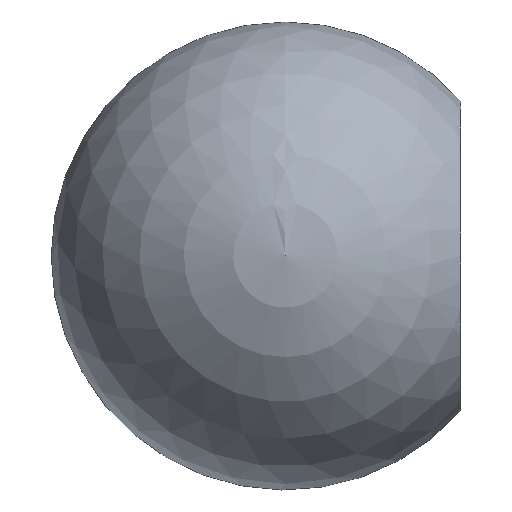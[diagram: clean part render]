
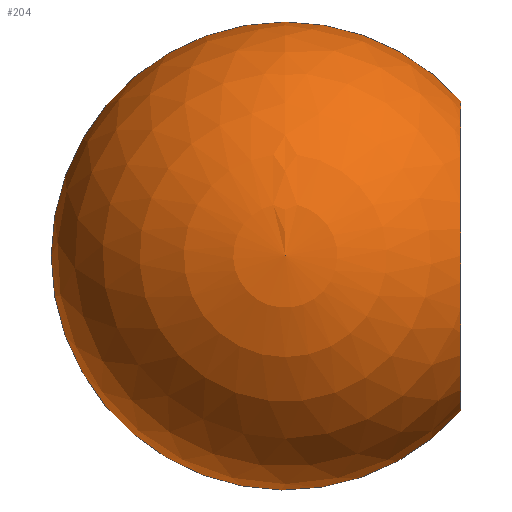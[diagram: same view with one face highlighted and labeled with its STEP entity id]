
A CAD part, top view. The second image highlights one B-rep face of the part: STEP entity #204.
In plain terms, the highlighted spherical face has radius 10 mm.
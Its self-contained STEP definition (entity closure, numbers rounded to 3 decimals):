
#6 = DIRECTION ( 'NONE',  ( 0., -1., 0. ) ) ;
#21 = DIRECTION ( 'NONE',  ( 0., 1., 0. ) ) ;
#28 = EDGE_CURVE ( 'NONE', #56, #91, #195, .T. ) ;
#42 = AXIS2_PLACEMENT_3D ( 'NONE', #77, #78, #6 ) ;
#56 = VERTEX_POINT ( 'NONE', #110 ) ;
#70 = ORIENTED_EDGE ( 'NONE', *, *, #28, .F. ) ;
#74 = AXIS2_PLACEMENT_3D ( 'NONE', #93, #132, #21 ) ;
#77 = CARTESIAN_POINT ( 'NONE',  ( -7.5, 0., 0. ) ) ;
#78 = DIRECTION ( 'NONE',  ( 0., 0., 1. ) ) ;
#89 = CIRCLE ( 'NONE', #42, 10. ) ;
#91 = VERTEX_POINT ( 'NONE', #148 ) ;
#93 = CARTESIAN_POINT ( 'NONE',  ( -7.5, 0., 0. ) ) ;
#95 = DIRECTION ( 'NONE',  ( 0., 1., 0. ) ) ;
#110 = CARTESIAN_POINT ( 'NONE',  ( -17.5, 0., 0. ) ) ;
#118 = FACE_OUTER_BOUND ( 'NONE', #238, .T. ) ;
#123 = EDGE_CURVE ( 'NONE', #56, #149, #89, .T. ) ;
#124 = ORIENTED_EDGE ( 'NONE', *, *, #123, .T. ) ;
#132 = DIRECTION ( 'NONE',  ( 0., 0., 1. ) ) ;
#138 = AXIS2_PLACEMENT_3D ( 'NONE', #173, #216, #95 ) ;
#148 = CARTESIAN_POINT ( 'NONE',  ( 0., 6.614, 0. ) ) ;
#149 = VERTEX_POINT ( 'NONE', #221 ) ;
#162 = EDGE_CURVE ( 'NONE', #91, #149, #228, .T. ) ;
#167 = DIRECTION ( 'NONE',  ( 0., 0., -1. ) ) ;
#168 = ORIENTED_EDGE ( 'NONE', *, *, #162, .F. ) ;
#173 = CARTESIAN_POINT ( 'NONE',  ( 0., 0., 0. ) ) ;
#179 = AXIS2_PLACEMENT_3D ( 'NONE', #189, #167, #232 ) ;
#189 = CARTESIAN_POINT ( 'NONE',  ( -7.5, 0., 0. ) ) ;
#195 = CIRCLE ( 'NONE', #179, 10. ) ;
#204 = ADVANCED_FACE ( 'NONE', ( #118 ), #225, .T. ) ;
#216 = DIRECTION ( 'NONE',  ( 1., 0., 0. ) ) ;
#221 = CARTESIAN_POINT ( 'NONE',  ( 0., -6.614, 0. ) ) ;
#225 = SPHERICAL_SURFACE ( 'NONE', #74, 10. ) ;
#228 = CIRCLE ( 'NONE', #138, 6.614 ) ;
#232 = DIRECTION ( 'NONE',  ( -1., 0., 0. ) ) ;
#238 = EDGE_LOOP ( 'NONE', ( #70, #124, #168 ) ) ;
